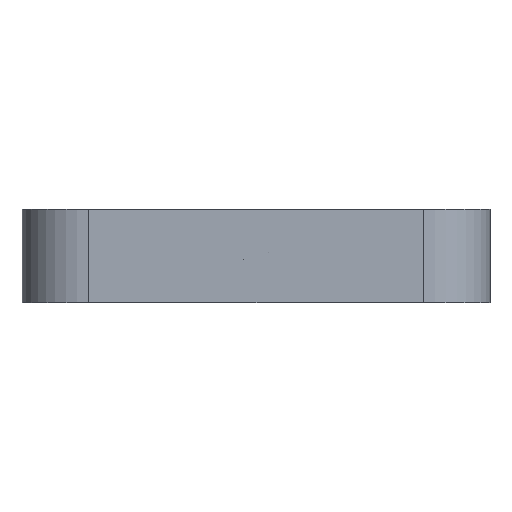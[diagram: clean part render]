
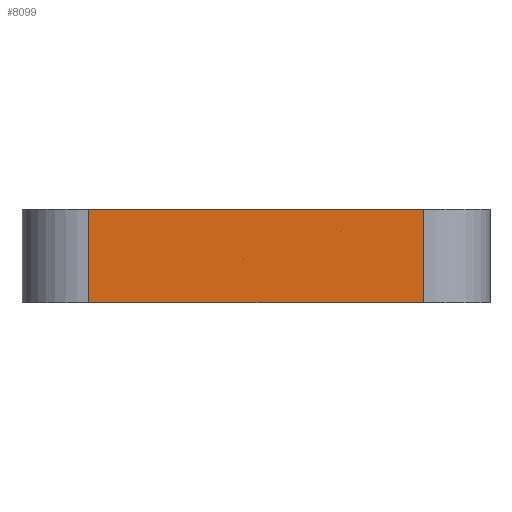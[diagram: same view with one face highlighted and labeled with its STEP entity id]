
A CAD part, front view. The second image highlights one B-rep face of the part: STEP entity #8099.
In plain terms, the highlighted planar face has unit normal (0, -1, 0).
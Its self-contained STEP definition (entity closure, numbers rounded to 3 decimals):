
#594=PLANE('',#8581);
#822=FACE_OUTER_BOUND('',#1295,.T.);
#1295=EDGE_LOOP('',(#5873,#5874,#5875,#5876));
#1932=LINE('',#11613,#2728);
#1934=LINE('',#11619,#2730);
#1935=LINE('',#11621,#2731);
#1936=LINE('',#11622,#2732);
#2728=VECTOR('',#9129,10.);
#2730=VECTOR('',#9135,10.);
#2731=VECTOR('',#9136,10.);
#2732=VECTOR('',#9137,10.);
#3785=VERTEX_POINT('',#11610);
#3786=VERTEX_POINT('',#11612);
#3788=VERTEX_POINT('',#11618);
#3789=VERTEX_POINT('',#11620);
#4619=EDGE_CURVE('',#3785,#3786,#1932,.T.);
#4622=EDGE_CURVE('',#3788,#3785,#1934,.T.);
#4623=EDGE_CURVE('',#3789,#3788,#1935,.T.);
#4624=EDGE_CURVE('',#3789,#3786,#1936,.T.);
#5873=ORIENTED_EDGE('',*,*,#4619,.F.);
#5874=ORIENTED_EDGE('',*,*,#4622,.F.);
#5875=ORIENTED_EDGE('',*,*,#4623,.F.);
#5876=ORIENTED_EDGE('',*,*,#4624,.T.);
#8099=ADVANCED_FACE('',(#822),#594,.T.);
#8581=AXIS2_PLACEMENT_3D('',#11617,#9133,#9134);
#9129=DIRECTION('',(0.,0.,-1.));
#9133=DIRECTION('center_axis',(0.,-1.,0.));
#9134=DIRECTION('ref_axis',(1.,0.,0.));
#9135=DIRECTION('',(1.,0.,0.));
#9136=DIRECTION('',(0.,0.,1.));
#9137=DIRECTION('',(1.,0.,0.));
#11610=CARTESIAN_POINT('',(25.,-35.,14.));
#11612=CARTESIAN_POINT('',(25.,-35.,0.));
#11613=CARTESIAN_POINT('',(25.,-35.,0.));
#11617=CARTESIAN_POINT('Origin',(-35.,-35.,0.));
#11618=CARTESIAN_POINT('',(-25.,-35.,14.));
#11619=CARTESIAN_POINT('',(-35.,-35.,14.));
#11620=CARTESIAN_POINT('',(-25.,-35.,0.));
#11621=CARTESIAN_POINT('',(-25.,-35.,0.));
#11622=CARTESIAN_POINT('',(-35.,-35.,0.));
